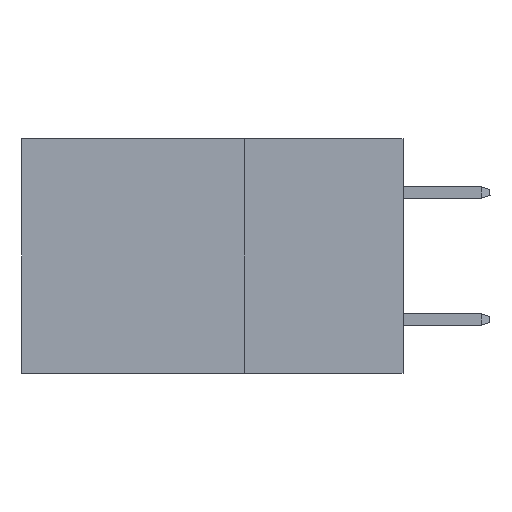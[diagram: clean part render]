
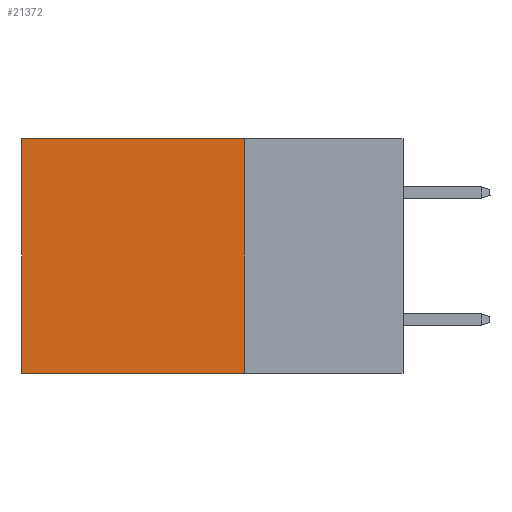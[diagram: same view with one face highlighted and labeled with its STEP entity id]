
A CAD part, left-side view. The second image highlights one B-rep face of the part: STEP entity #21372.
In plain terms, the highlighted planar face has unit normal (-1, 0, 0).
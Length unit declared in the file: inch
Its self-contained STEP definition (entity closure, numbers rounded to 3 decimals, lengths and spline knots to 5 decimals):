
#1203 = EDGE_LOOP ( 'NONE', ( #29918, #23386, #13479, #31229 ) ) ;
#1492 = CARTESIAN_POINT ( 'NONE',  ( 0.2875, 0.6, 0. ) ) ;
#2353 = DIRECTION ( 'NONE',  ( 0., 1., 0. ) ) ;
#3414 = EDGE_CURVE ( 'NONE', #14362, #26875, #29281, .T. ) ;
#4191 = DIRECTION ( 'NONE',  ( 0., 0., -1. ) ) ;
#5660 = LINE ( 'NONE', #39745, #17764 ) ;
#5769 = DIRECTION ( 'NONE',  ( 1., 0., 0. ) ) ;
#6125 = AXIS2_PLACEMENT_3D ( 'NONE', #9946, #5769, #4191 ) ;
#6168 = DIRECTION ( 'NONE',  ( 0., 0., -1. ) ) ;
#6681 = CARTESIAN_POINT ( 'NONE',  ( 0.2875, 0.25, 0. ) ) ;
#8622 = VERTEX_POINT ( 'NONE', #34845 ) ;
#9946 = CARTESIAN_POINT ( 'NONE',  ( 0.2875, 0.25, 0. ) ) ;
#13479 = ORIENTED_EDGE ( 'NONE', *, *, #24713, .F. ) ;
#13932 = DIRECTION ( 'NONE',  ( 0., 1., 0. ) ) ;
#14362 = VERTEX_POINT ( 'NONE', #1492 ) ;
#14620 = EDGE_CURVE ( 'NONE', #35677, #26875, #5660, .T. ) ;
#15204 = EDGE_CURVE ( 'NONE', #8622, #14362, #33744, .T. ) ;
#16371 = VECTOR ( 'NONE', #13932, 39.37008 ) ;
#17764 = VECTOR ( 'NONE', #2353, 39.37008 ) ;
#19616 = PLANE ( 'NONE',  #6125 ) ;
#21372 = ADVANCED_FACE ( 'NONE', ( #40062 ), #19616, .F. ) ;
#22905 = CARTESIAN_POINT ( 'NONE',  ( 0.2875, 0.6, -0.37 ) ) ;
#23386 = ORIENTED_EDGE ( 'NONE', *, *, #14620, .F. ) ;
#24713 = EDGE_CURVE ( 'NONE', #8622, #35677, #32111, .T. ) ;
#25300 = DIRECTION ( 'NONE',  ( 0., 0., -1. ) ) ;
#26875 = VERTEX_POINT ( 'NONE', #22905 ) ;
#29281 = LINE ( 'NONE', #42701, #36014 ) ;
#29918 = ORIENTED_EDGE ( 'NONE', *, *, #3414, .T. ) ;
#31229 = ORIENTED_EDGE ( 'NONE', *, *, #15204, .T. ) ;
#32111 = LINE ( 'NONE', #35194, #42832 ) ;
#33744 = LINE ( 'NONE', #6681, #16371 ) ;
#34845 = CARTESIAN_POINT ( 'NONE',  ( 0.2875, 0.25, 0. ) ) ;
#35194 = CARTESIAN_POINT ( 'NONE',  ( 0.2875, 0.25, 0. ) ) ;
#35677 = VERTEX_POINT ( 'NONE', #35815 ) ;
#35815 = CARTESIAN_POINT ( 'NONE',  ( 0.2875, 0.25, -0.37 ) ) ;
#36014 = VECTOR ( 'NONE', #6168, 39.37008 ) ;
#39745 = CARTESIAN_POINT ( 'NONE',  ( 0.2875, 0.25, -0.37 ) ) ;
#40062 = FACE_OUTER_BOUND ( 'NONE', #1203, .T. ) ;
#42701 = CARTESIAN_POINT ( 'NONE',  ( 0.2875, 0.6, 0. ) ) ;
#42832 = VECTOR ( 'NONE', #25300, 39.37008 ) ;
